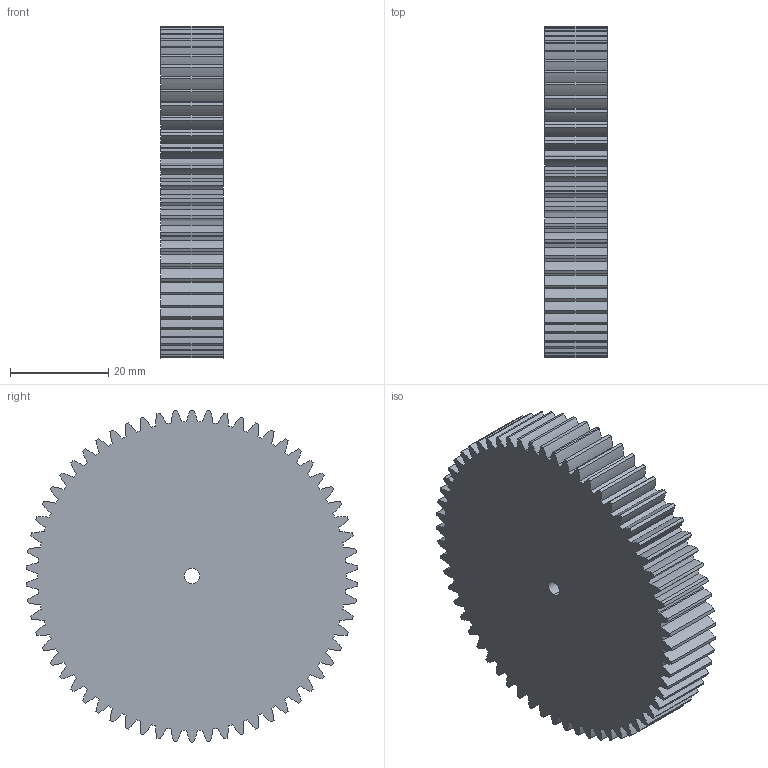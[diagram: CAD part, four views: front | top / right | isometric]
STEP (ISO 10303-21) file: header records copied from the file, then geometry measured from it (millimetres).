
FILE_DESCRIPTION (( 'STEP AP214' ), '1' );
FILE_NAME ('Inch - Spur gear 24DP 62T 20PA 0.5FW ---S62N3.0H2.0L0.125N.STEP', '2024-04-18T23:27:13', ( '' ), ( '' ), 'SwSTEP 2.0', 'SolidWorks 2024', '' );
FILE_SCHEMA (( 'AUTOMOTIVE_DESIGN' ));
Length unit declared in the file: inch
Products named in the file (1): Inch - Spur gear 24DP 62T 20PA 0.5FW ---S62N3.0H2.0L0.125N
Bounding box: 12.7 x 67.68 x 67.73 mm (x, y, z)
Volume: 42379.2 mm3; surface area: 12042.1 mm2
Topology: 1 solids, 1 shells, 257 faces, 765 edges, 510 vertices
Faces by surface type: cylinder 255, plane 2
Entity records: 8980 total; most frequent: DIRECTION 1791, CARTESIAN_POINT 1533, ORIENTED_EDGE 1530, AXIS2_PLACEMENT_3D 768, EDGE_CURVE 765, VERTEX_POINT 510, CIRCLE 510, EDGE_LOOP 259
